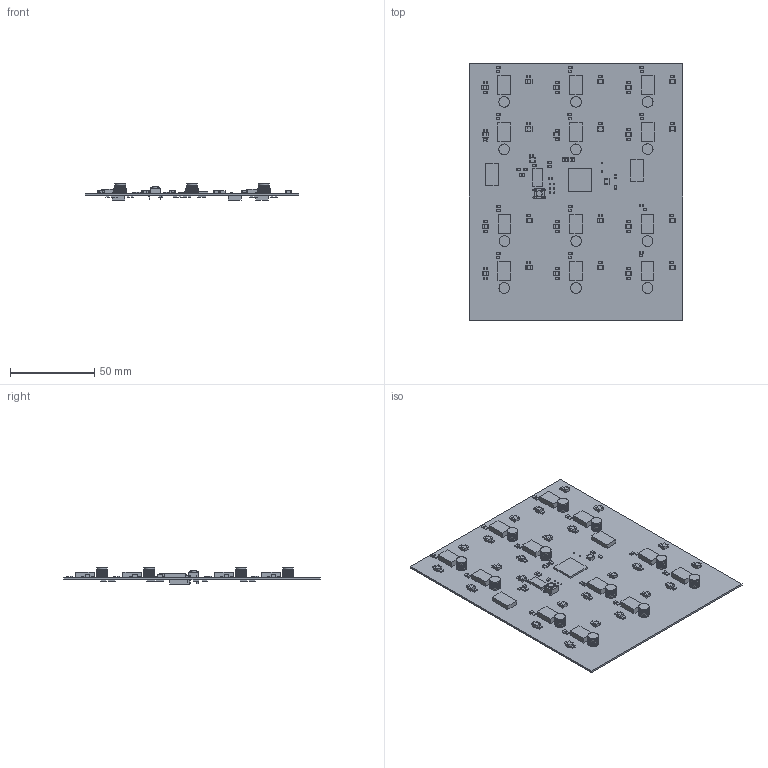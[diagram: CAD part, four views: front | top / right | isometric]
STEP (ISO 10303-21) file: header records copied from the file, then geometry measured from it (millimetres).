
FILE_DESCRIPTION(('Open CASCADE Model'),'2;1');
FILE_NAME('Open CASCADE Shape Model','2013-01-22T14:14:21',('Author'),( 'Open CASCADE'),'Open CASCADE STEP processor 6.2','Open CASCADE 6.2' ,'Unknown');
FILE_SCHEMA(('AUTOMOTIVE_DESIGN { 1 0 10303 214 1 1 1 1 }'));
Length unit declared in the file: millimetre
Products named in the file (219): PCB; Board; Kanaloa_v2.0.0_Motor; OMRON-B3F_1000; OMRON-B3F_1000_B3F_1000_BUTTON; OMRON-B3F_1000_B3F_1000_BASE; 10kKanaloa_v2.0.0_Motor; 384394960; Extruded; 384395216; U7Kanaloa_v2.0.0_Motor; 252231056; U8Kanaloa_v2.0.0_Motor; U6Kanaloa_v2.0.0_Motor; 384395472; U5Kanaloa_v2.0.0_Motor; 384395728; U3Kanaloa_v2.0.0_Motor; 252230032; U2Kanaloa_v2.0.0_Motor; U1Kanaloa_v2.0.0_Motor; R57Kanaloa_v2.0.0_Motor; 384394320; 252229904; R56Kanaloa_v2.0.0_Motor; R55Kanaloa_v2.0.0_Motor; R54Kanaloa_v2.0.0_Motor; R53Kanaloa_v2.0.0_Motor; R52Kanaloa_v2.0.0_Motor; R51Kanaloa_v2.0.0_Motor; R50Kanaloa_v2.0.0_Motor; R49Kanaloa_v2.0.0_Motor; R48Kanaloa_v2.0.0_Motor; R47Kanaloa_v2.0.0_Motor; R46Kanaloa_v2.0.0_Motor; R45Kanaloa_v2.0.0_Motor; R44Kanaloa_v2.0.0_Motor; R43Kanaloa_v2.0.0_Motor; R42Kanaloa_v2.0.0_Motor; R41Kanaloa_v2.0.0_Motor ...
Assembly tree (667 placements, depth 4):
  PCB
    Board
    Kanaloa_v2.0.0_Motor
      OMRON-B3F_1000
        OMRON-B3F_1000_B3F_1000_BUTTON
        OMRON-B3F_1000_B3F_1000_BASE
    10kKanaloa_v2.0.0_Motor
      384394960  x2
        Extruded
      384395216
        Extruded
    U7Kanaloa_v2.0.0_Motor
      252231056
        Extruded
    U8Kanaloa_v2.0.0_Motor
      252231056
        Extruded
    U6Kanaloa_v2.0.0_Motor
      384395472
        Extruded
    U5Kanaloa_v2.0.0_Motor
      384395728
        Extruded
    U3Kanaloa_v2.0.0_Motor
      252230032
        Extruded
    U2Kanaloa_v2.0.0_Motor
      252230032
        Extruded
    U1Kanaloa_v2.0.0_Motor
      252231056
        Extruded
    R57Kanaloa_v2.0.0_Motor
      384394320  x2
        Extruded
      252229904
        Extruded
    R56Kanaloa_v2.0.0_Motor
      384394320  x2
        Extruded
      252229904
        Extruded
    R55Kanaloa_v2.0.0_Motor
      384394320  x2
        Extruded
      252229904
        Extruded
    R54Kanaloa_v2.0.0_Motor
      384394320  x2
        Extruded
      252229904
        Extruded
    R53Kanaloa_v2.0.0_Motor
      384394320  x2
        Extruded
      252229904
        Extruded
    R52Kanaloa_v2.0.0_Motor
      384394320  x2
        Extruded
Bounding box: 127 x 152.4 x 9.55 mm (x, y, z)
Volume: 29454.6 mm3; surface area: 51535.1 mm2
Topology: 473 solids, 473 shells, 3339 faces, 7152 edges, 4768 vertices
Faces by surface type: plane 3315, cylinder 24
Full cylindrical faces by diameter (mm): 0.7 x2, 0.9 x6, 1 x4
Entity records: 22320 total; most frequent: DIRECTION 3552, CARTESIAN_POINT 3137, LINE 1584, VECTOR 1584, ORIENTED_EDGE 1152, PCURVE 1152, DEFINITIONAL_REPRESENTATION 1152, AXIS2_PLACEMENT_3D 965
